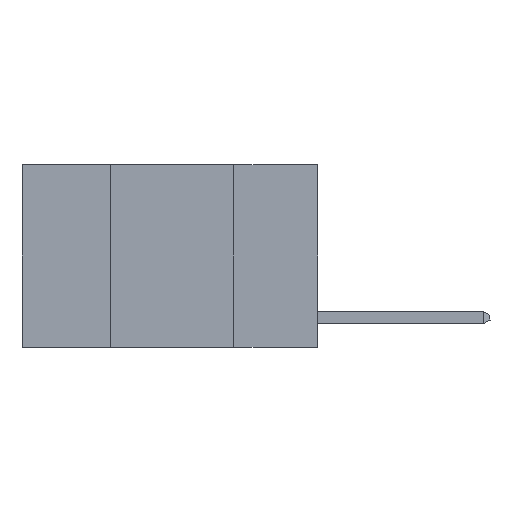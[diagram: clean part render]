
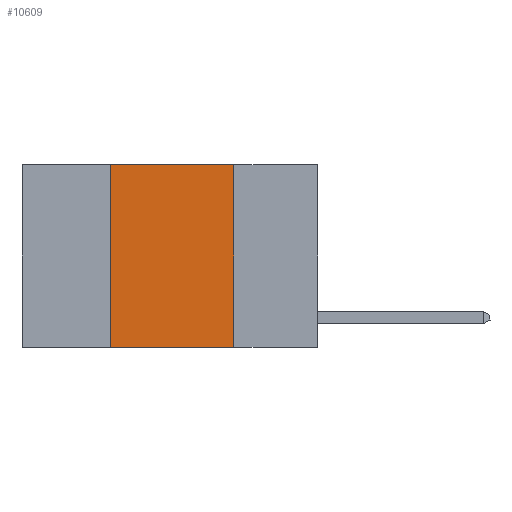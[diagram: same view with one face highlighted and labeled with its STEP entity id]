
A CAD part, left-side view. The second image highlights one B-rep face of the part: STEP entity #10609.
In plain terms, the highlighted planar face has unit normal (-1, 0, 0).
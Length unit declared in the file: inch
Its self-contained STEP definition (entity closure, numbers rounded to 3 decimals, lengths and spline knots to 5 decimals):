
#463 = CARTESIAN_POINT ( 'NONE',  ( 0., 0.17, 0. ) ) ;
#1145 = CARTESIAN_POINT ( 'NONE',  ( 0., 0.17, -0.37 ) ) ;
#1496 = EDGE_CURVE ( 'NONE', #7202, #9224, #5217, .T. ) ;
#1505 = FACE_OUTER_BOUND ( 'NONE', #10582, .T. ) ;
#2441 = ORIENTED_EDGE ( 'NONE', *, *, #16463, .F. ) ;
#2528 = CARTESIAN_POINT ( 'NONE',  ( 0., 0.6, 0. ) ) ;
#3136 = AXIS2_PLACEMENT_3D ( 'NONE', #2528, #12458, #3968 ) ;
#3138 = DIRECTION ( 'NONE',  ( 0., -1., 0. ) ) ;
#3411 = LINE ( 'NONE', #14473, #18045 ) ;
#3429 = ORIENTED_EDGE ( 'NONE', *, *, #18244, .F. ) ;
#3968 = DIRECTION ( 'NONE',  ( 0., 0., -1. ) ) ;
#4142 = VERTEX_POINT ( 'NONE', #9586 ) ;
#4223 = CARTESIAN_POINT ( 'NONE',  ( 0., 0.42, -0.37 ) ) ;
#4828 = VERTEX_POINT ( 'NONE', #1145 ) ;
#4887 = LINE ( 'NONE', #463, #15282 ) ;
#4948 = VECTOR ( 'NONE', #13408, 39.37008 ) ;
#5217 = LINE ( 'NONE', #17180, #12302 ) ;
#6376 = DIRECTION ( 'NONE',  ( 0., 0., 1. ) ) ;
#7202 = VERTEX_POINT ( 'NONE', #4223 ) ;
#8281 = ORIENTED_EDGE ( 'NONE', *, *, #1496, .F. ) ;
#8720 = LINE ( 'NONE', #11994, #4948 ) ;
#8869 = CARTESIAN_POINT ( 'NONE',  ( 0., 0.42, 0. ) ) ;
#9224 = VERTEX_POINT ( 'NONE', #8869 ) ;
#9586 = CARTESIAN_POINT ( 'NONE',  ( 0., 0.17, 0. ) ) ;
#10582 = EDGE_LOOP ( 'NONE', ( #3429, #2441, #8281, #12052 ) ) ;
#10609 = ADVANCED_FACE ( 'NONE', ( #1505 ), #16649, .F. ) ;
#11883 = DIRECTION ( 'NONE',  ( 0., 0., -1. ) ) ;
#11994 = CARTESIAN_POINT ( 'NONE',  ( 0., 0.6, 0. ) ) ;
#12052 = ORIENTED_EDGE ( 'NONE', *, *, #14358, .T. ) ;
#12302 = VECTOR ( 'NONE', #6376, 39.37008 ) ;
#12458 = DIRECTION ( 'NONE',  ( 1., 0., 0. ) ) ;
#13408 = DIRECTION ( 'NONE',  ( 0., -1., 0. ) ) ;
#14358 = EDGE_CURVE ( 'NONE', #7202, #4828, #3411, .T. ) ;
#14473 = CARTESIAN_POINT ( 'NONE',  ( 0., 0.6, -0.37 ) ) ;
#15282 = VECTOR ( 'NONE', #11883, 39.37008 ) ;
#16463 = EDGE_CURVE ( 'NONE', #9224, #4142, #8720, .T. ) ;
#16649 = PLANE ( 'NONE',  #3136 ) ;
#17180 = CARTESIAN_POINT ( 'NONE',  ( 0., 0.42, 0. ) ) ;
#18045 = VECTOR ( 'NONE', #3138, 39.37008 ) ;
#18244 = EDGE_CURVE ( 'NONE', #4142, #4828, #4887, .T. ) ;
